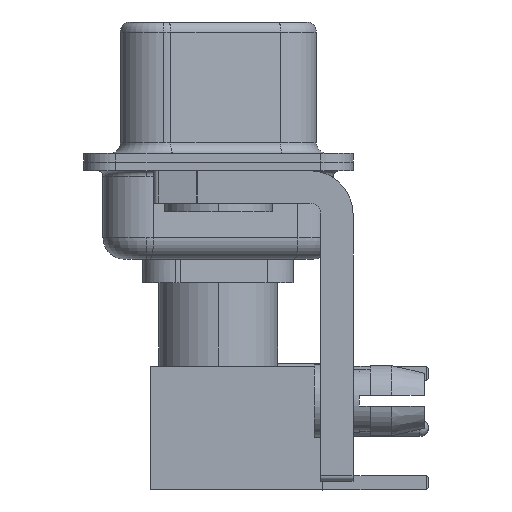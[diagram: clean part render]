
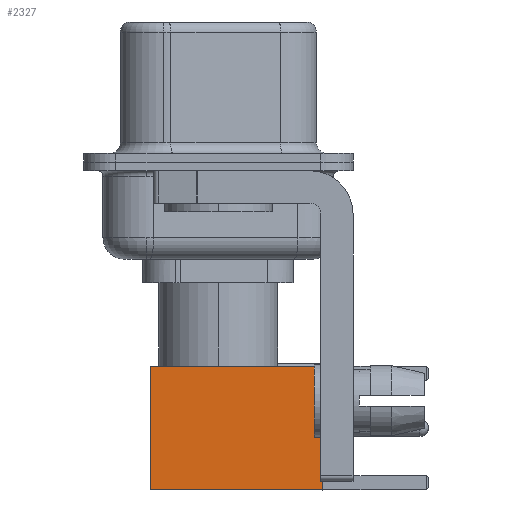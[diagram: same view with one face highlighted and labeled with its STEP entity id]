
A CAD part, left-side view. The second image highlights one B-rep face of the part: STEP entity #2327.
In plain terms, the highlighted face is planar.
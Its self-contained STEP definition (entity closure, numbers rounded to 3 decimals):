
#797 = CARTESIAN_POINT ( 'NONE',  ( 0., 2.875, 0. ) ) ;
#2220 = VERTEX_POINT ( 'NONE', #16503 ) ;
#2327 = ADVANCED_FACE ( 'NONE', ( #31599 ), #16332, .T. ) ;
#2396 = VECTOR ( 'NONE', #20193, 1000. ) ;
#2453 = EDGE_CURVE ( 'NONE', #9181, #2220, #7521, .T. ) ;
#3522 = VERTEX_POINT ( 'NONE', #20949 ) ;
#4303 = EDGE_CURVE ( 'NONE', #9181, #3522, #14981, .T. ) ;
#6511 = AXIS2_PLACEMENT_3D ( 'NONE', #27220, #13652, #23899 ) ;
#7521 = LINE ( 'NONE', #12434, #9785 ) ;
#8419 = VERTEX_POINT ( 'NONE', #27061 ) ;
#9181 = VERTEX_POINT ( 'NONE', #30695 ) ;
#9785 = VECTOR ( 'NONE', #17657, 1000. ) ;
#9918 = CARTESIAN_POINT ( 'NONE',  ( 2.875, 2.875, 0. ) ) ;
#11296 = DIRECTION ( 'NONE',  ( -1., 0., 0. ) ) ;
#12434 = CARTESIAN_POINT ( 'NONE',  ( 0., 2.875, 8. ) ) ;
#13652 = DIRECTION ( 'NONE',  ( 0., 1., 0. ) ) ;
#14372 = VECTOR ( 'NONE', #27181, 1000. ) ;
#14692 = EDGE_LOOP ( 'NONE', ( #19925, #24126, #23794, #23265 ) ) ;
#14981 = LINE ( 'NONE', #9918, #2396 ) ;
#16332 = PLANE ( 'NONE',  #6511 ) ;
#16503 = CARTESIAN_POINT ( 'NONE',  ( -2.875, 2.875, 8. ) ) ;
#17657 = DIRECTION ( 'NONE',  ( -1., 0., 0. ) ) ;
#18984 = EDGE_CURVE ( 'NONE', #2220, #8419, #32857, .T. ) ;
#19925 = ORIENTED_EDGE ( 'NONE', *, *, #4303, .T. ) ;
#20193 = DIRECTION ( 'NONE',  ( 0., 0., -1. ) ) ;
#20949 = CARTESIAN_POINT ( 'NONE',  ( 2.875, 2.875, 0. ) ) ;
#22541 = VECTOR ( 'NONE', #11296, 1000. ) ;
#23265 = ORIENTED_EDGE ( 'NONE', *, *, #2453, .F. ) ;
#23794 = ORIENTED_EDGE ( 'NONE', *, *, #18984, .F. ) ;
#23899 = DIRECTION ( 'NONE',  ( 0., 0., 1. ) ) ;
#24126 = ORIENTED_EDGE ( 'NONE', *, *, #30719, .T. ) ;
#24375 = LINE ( 'NONE', #797, #22541 ) ;
#27061 = CARTESIAN_POINT ( 'NONE',  ( -2.875, 2.875, 0. ) ) ;
#27181 = DIRECTION ( 'NONE',  ( 0., 0., -1. ) ) ;
#27220 = CARTESIAN_POINT ( 'NONE',  ( 2.875, 2.875, 0. ) ) ;
#30695 = CARTESIAN_POINT ( 'NONE',  ( 2.875, 2.875, 8. ) ) ;
#30719 = EDGE_CURVE ( 'NONE', #3522, #8419, #24375, .T. ) ;
#31599 = FACE_OUTER_BOUND ( 'NONE', #14692, .T. ) ;
#32693 = CARTESIAN_POINT ( 'NONE',  ( -2.875, 2.875, 0. ) ) ;
#32857 = LINE ( 'NONE', #32693, #14372 ) ;
